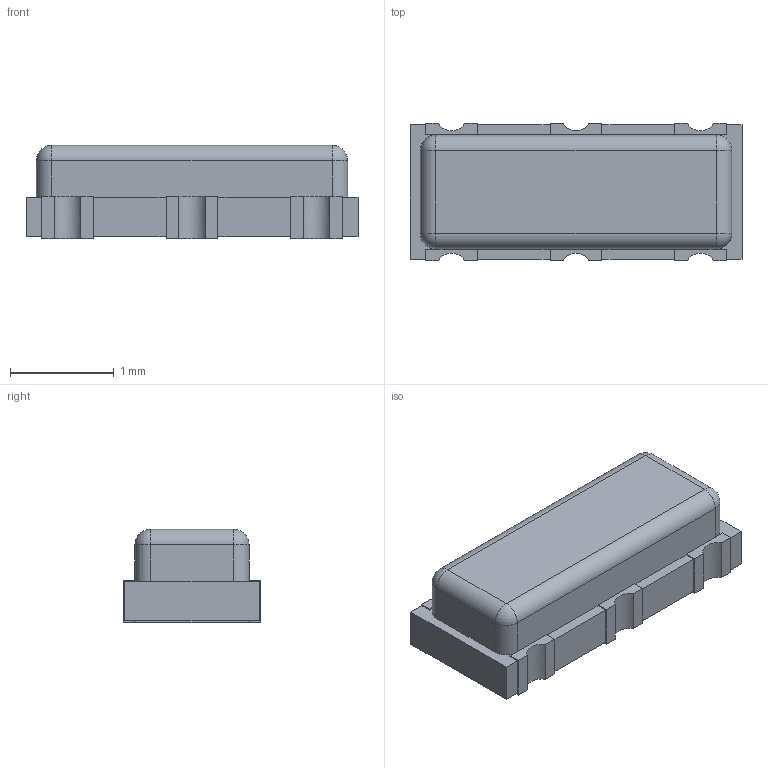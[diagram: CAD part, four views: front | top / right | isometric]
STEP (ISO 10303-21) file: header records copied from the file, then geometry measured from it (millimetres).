
FILE_DESCRIPTION(('FreeCAD Model'),'2;1');
FILE_NAME('CSTNE.step','2019-02-10T12:51:13',( 'Author'),(''),'Open CASCADE STEP processor 6.8','FreeCAD','Unknown' );
FILE_SCHEMA(('AUTOMOTIVE_DESIGN_CC2 { 1 2 10303 214 -1 1 5 4 }'));
Length unit declared in the file: millimetre
Products named in the file (1): Cut
Bounding box: 3.2 x 1.32 x 0.9 mm (x, y, z)
Volume: 3.2 mm3; surface area: 15.5 mm2
Topology: 1 solids, 1 shells, 116 faces, 318 edges, 200 vertices
Faces by surface type: plane 98, cylinder 14, sphere 4
Entity records: 8308 total; most frequent: CARTESIAN_POINT 1451, DIRECTION 1034, LINE 694, VECTOR 694, ORIENTED_EDGE 628, PCURVE 628, DEFINITIONAL_REPRESENTATION 628, EDGE_CURVE 314
